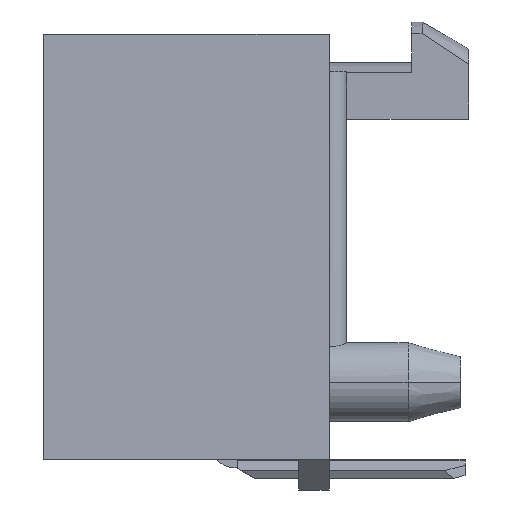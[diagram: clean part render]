
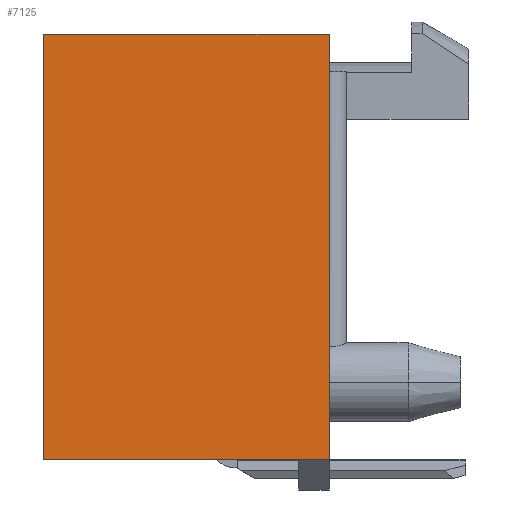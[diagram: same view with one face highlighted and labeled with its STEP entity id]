
A CAD part, left-side view. The second image highlights one B-rep face of the part: STEP entity #7125.
In plain terms, the highlighted planar face has unit normal (-1, 0, 0).
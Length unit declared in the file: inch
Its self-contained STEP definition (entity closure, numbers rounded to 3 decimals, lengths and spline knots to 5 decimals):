
#25=DIRECTION('',(0.,-1.,0.));
#26=VECTOR('',#25,0.326);
#27=CARTESIAN_POINT('',(-0.458,0.163,0.485));
#28=LINE('',#27,#26);
#401=DIRECTION('',(0.,0.,1.));
#402=VECTOR('',#401,0.485);
#403=CARTESIAN_POINT('',(-0.458,-0.163,0.));
#404=LINE('',#403,#402);
#605=DIRECTION('',(0.,-1.,0.));
#606=VECTOR('',#605,0.326);
#607=CARTESIAN_POINT('',(-0.458,0.163,0.));
#608=LINE('',#607,#606);
#2001=DIRECTION('',(0.,0.,1.));
#2002=VECTOR('',#2001,0.485);
#2003=CARTESIAN_POINT('',(-0.458,0.163,0.));
#2004=LINE('',#2003,#2002);
#3437=CARTESIAN_POINT('',(-0.458,0.163,0.));
#3438=CARTESIAN_POINT('',(-0.458,-0.163,0.));
#3439=VERTEX_POINT('',#3437);
#3440=VERTEX_POINT('',#3438);
#3445=CARTESIAN_POINT('',(-0.458,0.163,0.485));
#3446=CARTESIAN_POINT('',(-0.458,-0.163,0.485));
#3447=VERTEX_POINT('',#3445);
#3448=VERTEX_POINT('',#3446);
#7114=CARTESIAN_POINT('',(-0.458,0.163,0.));
#7115=DIRECTION('',(-1.,0.,0.));
#7116=DIRECTION('',(0.,-1.,0.));
#7117=AXIS2_PLACEMENT_3D('',#7114,#7115,#7116);
#7118=PLANE('',#7117);
#7119=ORIENTED_EDGE('',*,*,#5087,.F.);
#7120=ORIENTED_EDGE('',*,*,#7109,.T.);
#7121=ORIENTED_EDGE('',*,*,#4477,.T.);
#7122=ORIENTED_EDGE('',*,*,#4937,.F.);
#7123=EDGE_LOOP('',(#7119,#7120,#7121,#7122));
#7124=FACE_OUTER_BOUND('',#7123,.F.);
#7125=ADVANCED_FACE('',(#7124),#7118,.T.);
#4477=EDGE_CURVE('',#3447,#3448,#28,.T.);
#4937=EDGE_CURVE('',#3440,#3448,#404,.T.);
#5087=EDGE_CURVE('',#3439,#3440,#608,.T.);
#7109=EDGE_CURVE('',#3439,#3447,#2004,.T.);
